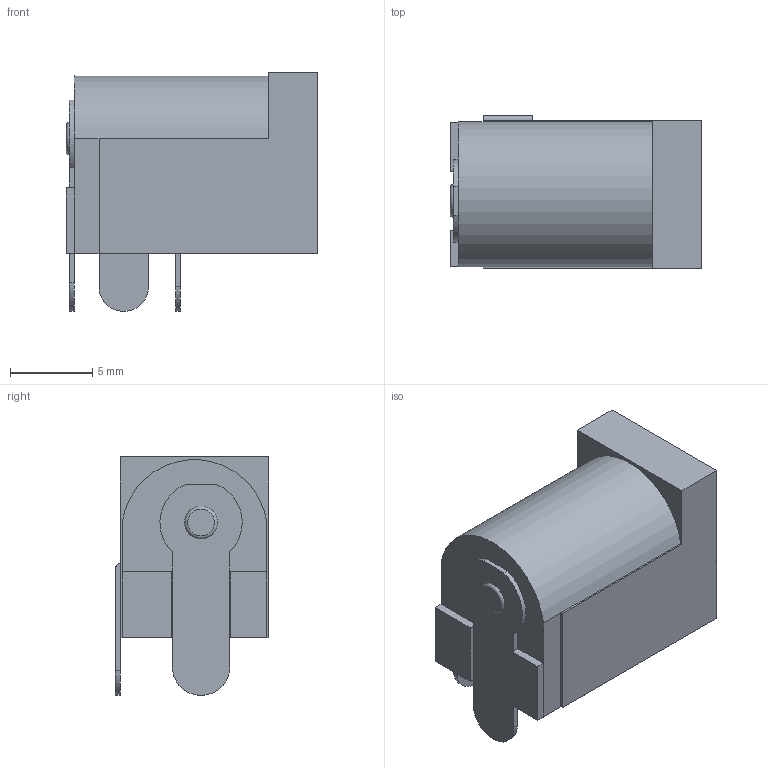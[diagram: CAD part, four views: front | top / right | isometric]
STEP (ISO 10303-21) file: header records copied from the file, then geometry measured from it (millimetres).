
FILE_DESCRIPTION(('FreeCAD Model'),'2;1');
FILE_NAME('DC-21MM.stp', '2015-01-17T12:51:36',('FreeCAD'),('FreeCAD'), 'Open CASCADE STEP processor 6.7','FreeCAD','Unknown');
FILE_SCHEMA(('AUTOMOTIVE_DESIGN_CC2 { 1 2 10303 214 -1 1 5 4 }'));
Length unit declared in the file: millimetre
Products named in the file (6): Fillet006; Fillet004; Fillet003; Fillet001; Pocket; Fillet
Bounding box: 15.3 x 9.3 x 14.5 mm (x, y, z)
Volume: 1211.9 mm3; surface area: 1225.2 mm2
Topology: 6 solids, 6 shells, 72 faces, 160 edges, 102 vertices
Faces by surface type: plane 52, cylinder 17, torus 2, sphere 1
Full cylindrical faces by diameter (mm): 1 x1, 2 x2, 5.7 x1
Entity records: 4201 total; most frequent: CARTESIAN_POINT 802, DIRECTION 626, LINE 396, VECTOR 396, ORIENTED_EDGE 318, PCURVE 318, DEFINITIONAL_REPRESENTATION 318, EDGE_CURVE 159
